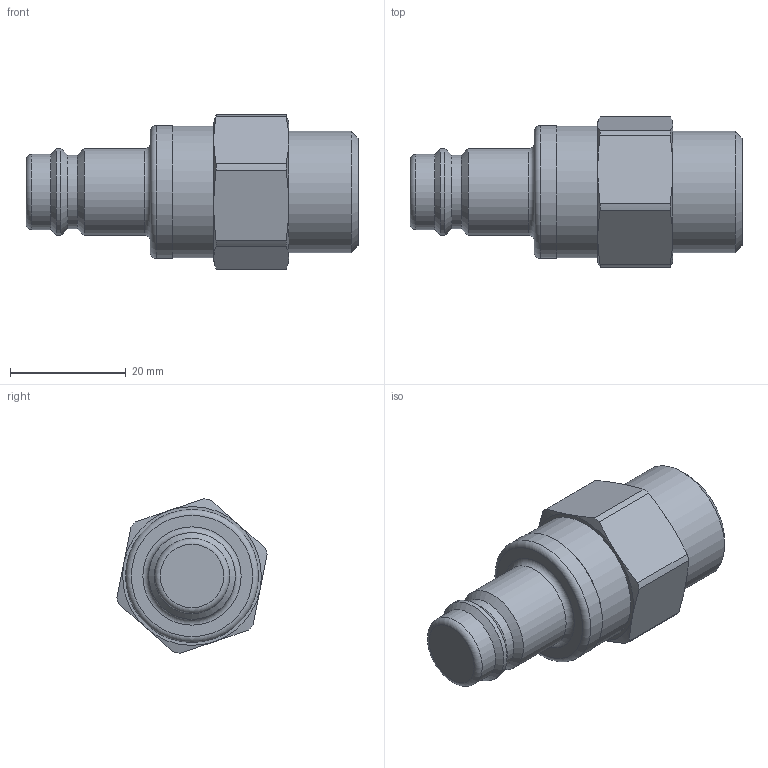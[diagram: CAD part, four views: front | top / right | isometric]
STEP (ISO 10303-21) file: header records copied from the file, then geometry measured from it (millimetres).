
FILE_DESCRIPTION((''),'2;1');
FILE_NAME('27sbaw21mpn.stp','2013-06-25T15:56:03',('IA176480'),(''),'Autodesk Inventor 2013','Autodesk Inventor 2013','');
FILE_SCHEMA(('AUTOMOTIVE_DESIGN { 1 0 10303 214 1 1 1 1 }'));
Length unit declared in the file: millimetre
Products named in the file (1): D107077
Bounding box: 57.4 x 25.97 x 26.74 mm (x, y, z)
Volume: 18400.5 mm3; surface area: 4739.5 mm2
Topology: 1 solids, 2 shells, 51 faces, 107 edges, 63 vertices
Faces by surface type: cone 19, cylinder 16, plane 13, torus 3
Full cylindrical faces by diameter (mm): 12.65 x1, 13 x1, 15 x2, 18.5 x1, 19 x1, 20.3 x1, 20.955 x1, 22.75 x1, 23 x1
Entity records: 1301 total; most frequent: CARTESIAN_POINT 246, DIRECTION 214, ORIENTED_EDGE 170, AXIS2_PLACEMENT_3D 101, EDGE_CURVE 85, EDGE_LOOP 76, VERTEX_POINT 61, STYLED_ITEM 52
